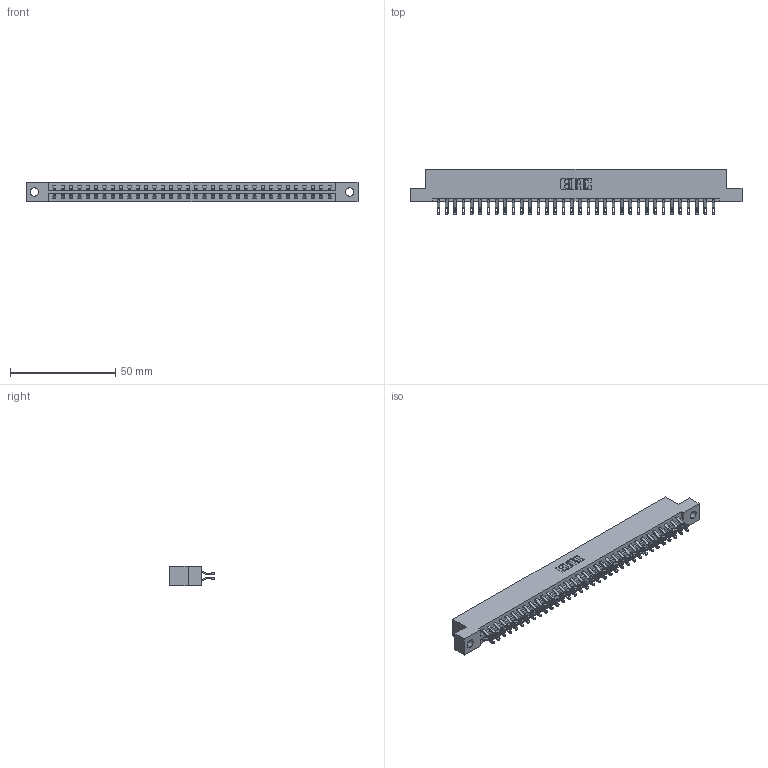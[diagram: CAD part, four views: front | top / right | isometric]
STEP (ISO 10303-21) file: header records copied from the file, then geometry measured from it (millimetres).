
FILE_DESCRIPTION (( 'STEP AP203' ), '1' );
FILE_NAME ('387-068-555-204.STEP', '2018-09-22T15:47:38', ( '' ), ( '' ), 'SwSTEP 2.0', 'SolidWorks 2016', '' );
FILE_SCHEMA (( 'CONFIG_CONTROL_DESIGN' ));
Length unit declared in the file: inch
Products named in the file (3): 387-068-555-204; 337 Part_Flush Mounting Lugs - 0.156 Dia-TH; 345-292-001_555 Tail
Assembly tree (69 placements, depth 2):
  387-068-555-204
    337 Part_Flush Mounting Lugs - 0.156 Dia-TH
    345-292-001_555 Tail  x68
Bounding box: 157.73 x 21.47 x 9.4 mm (x, y, z)
Volume: 16626.2 mm3; surface area: 19258.9 mm2
Topology: 69 solids, 69 shells, 4194 faces, 13163 edges, 8774 vertices
Faces by surface type: plane 2518, cylinder 1676
Entity records: 27725 total; most frequent: CARTESIAN_POINT 4712, ORIENTED_EDGE 4618, DIRECTION 3993, EDGE_CURVE 2309, VECTOR 2161, LINE 2161, VERTEX_POINT 1538, AXIS2_PLACEMENT_3D 916
